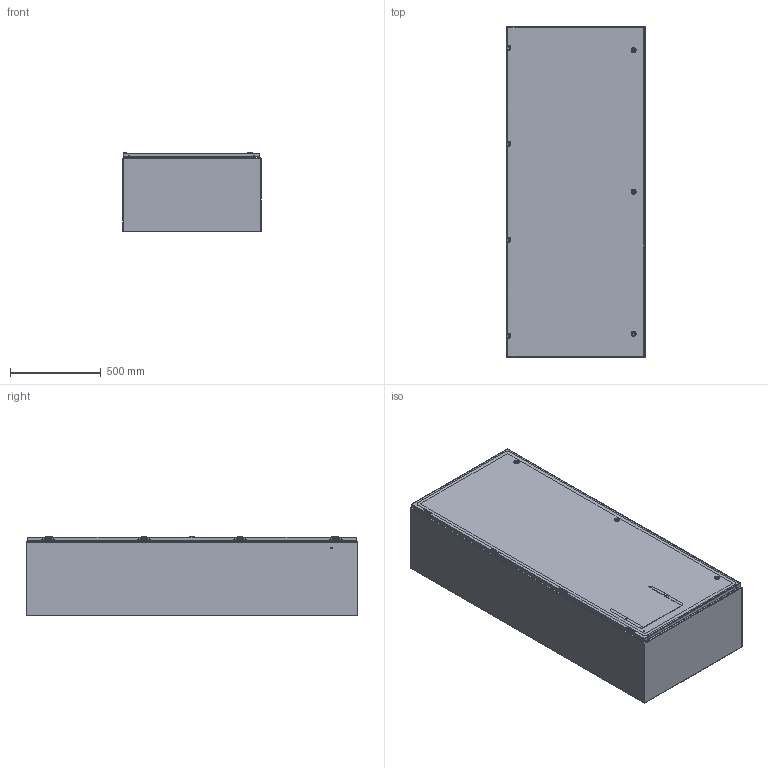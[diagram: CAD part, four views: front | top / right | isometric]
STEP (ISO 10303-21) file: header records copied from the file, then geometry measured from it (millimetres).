
FILE_DESCRIPTION (( 'STEP AP203' ), '1' );
FILE_NAME ('SCE-72EL3016LP.step', '2021-02-09T18:13:33', ( 'ADC123' ), ( 'Microsoft' ), 'SwSTEP 2.0', 'SolidWorks 2019', '' );
FILE_SCHEMA (( 'CONFIG_CONTROL_DESIGN' ));
Products named in the file (1): SCE-72EL3016LP
Bounding box: 762 x 1828.8 x 437.65 mm (x, y, z)
Surface area: 13500635 mm2 (no closed solid volume)
Topology: 0 solids, 77 shells, 4259 faces, 11103 edges, 6992 vertices
Faces by surface type: plane 2033, cylinder 1208, bspline 882, cone 100, torus 36
Full cylindrical faces by diameter (mm): 1.016 x4, 3.454 x4, 3.962 x4, 3.978 x4, 4.318 x12, 4.369 x8, 4.978 x16, 5 x3, 5.182 x8, 5.207 x8, 5.232 x8, 5.5 x3, 5.537 x4, 6.096 x8, 6.198 x8, 6.299 x4, 6.35 x8, 6.363 x2, 6.756 x12, 7.137 x4, 8.433 x6, 9.296 x6, 9.322 x6, 9.525 x8, 9.9 x3, 10 x3, 11.112 x4, 12.7 x6, 12.8 x3, 13.5 x3
Entity records: 175160 total; most frequent: CARTESIAN_POINT 81103, ORIENTED_EDGE 20719, DIRECTION 17048, EDGE_CURVE 10372, VERTEX_POINT 6786, AXIS2_PLACEMENT_3D 5864, LINE 5320, VECTOR 5320
